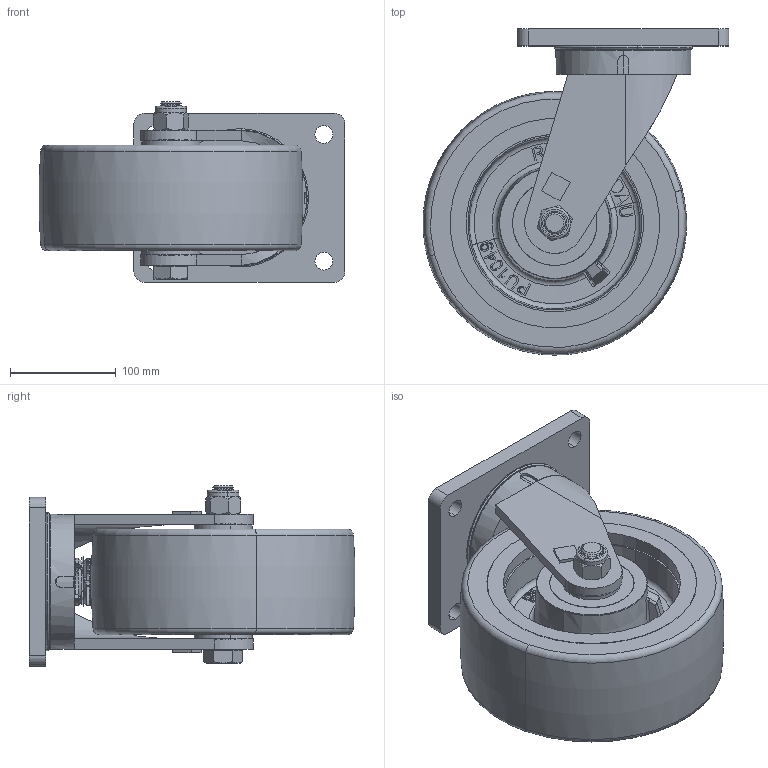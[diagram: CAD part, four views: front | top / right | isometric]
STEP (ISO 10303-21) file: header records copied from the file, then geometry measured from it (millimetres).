
FILE_DESCRIPTION (( 'STEP AP203' ), '1' );
FILE_NAME ('S10904.STEP', '2020-02-24T20:17:30', ( '' ), ( '' ), 'SwSTEP 2.0', 'SolidWorks 2013', '' );
FILE_SCHEMA (( 'CONFIG_CONTROL_DESIGN' ));
Length unit declared in the file: millimetre
Products named in the file (1): S10904
Bounding box: 289.84 x 308.86 x 171 mm (x, y, z)
Surface area: 442780.3 mm2 (no closed solid volume)
Topology: 0 solids, 26 shells, 525 faces, 1929 edges, 1410 vertices
Faces by surface type: plane 172, cylinder 123, cone 113, bspline 63, torus 54
Entity records: 28784 total; most frequent: CARTESIAN_POINT 13693, ORIENTED_EDGE 2993, DIRECTION 2732, EDGE_CURVE 1929, VERTEX_POINT 1410, AXIS2_PLACEMENT_3D 997, VECTOR 738, LINE 738
